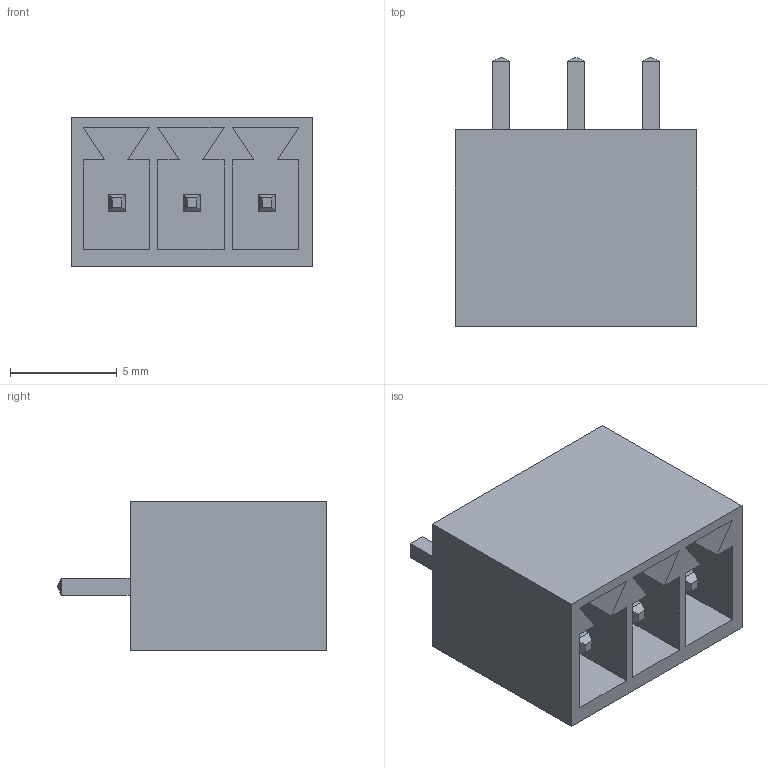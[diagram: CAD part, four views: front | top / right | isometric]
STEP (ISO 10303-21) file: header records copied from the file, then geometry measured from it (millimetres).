
FILE_DESCRIPTION (( 'STEP AP214' ), '1' );
FILE_NAME ('15EDGVC-3.5-03P.STEP', '2023-03-23T03:08:31', ( '' ), ( '' ), 'SwSTEP 2.0', 'SolidWorks 2019', '' );
FILE_SCHEMA (( 'AUTOMOTIVE_DESIGN' ));
Length unit declared in the file: millimetre
Products named in the file (1): 15EDGVC-3.5-03P
Bounding box: 11.3 x 12.6 x 7 mm (x, y, z)
Volume: 405.7 mm3; surface area: 1006 mm2
Topology: 1 solids, 1 shells, 84 faces, 192 edges, 119 vertices
Faces by surface type: plane 84
Entity records: 2875 total; most frequent: CARTESIAN_POINT 396, ORIENTED_EDGE 384, DIRECTION 362, EDGE_CURVE 192, LINE 192, VECTOR 192, VERTEX_POINT 119, EDGE_LOOP 93
